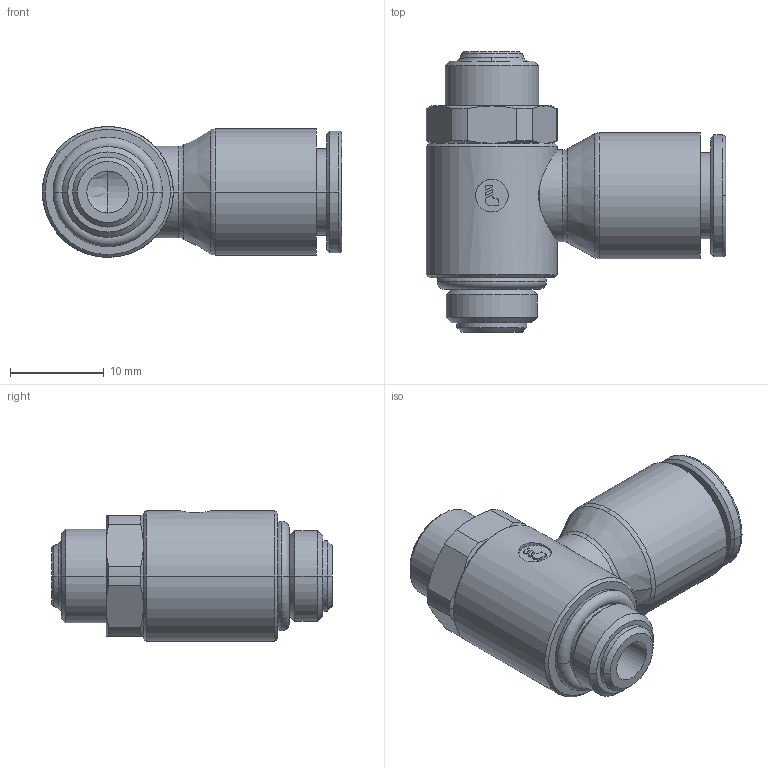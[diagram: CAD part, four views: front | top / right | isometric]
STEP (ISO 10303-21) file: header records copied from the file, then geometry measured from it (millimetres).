
FILE_DESCRIPTION(('STEP AP214'),'1');
FILE_NAME('7010_08_10.stp','2016-07-07T14:53:41',('TraceParts'),('TraceParts S.A.'),'Spatial InterOp 3D',' ',' ');
FILE_SCHEMA(('automotive_design'));
Length unit declared in the file: millimetre
Products named in the file (1): 1
Bounding box: 32 x 30.01 x 14 mm (x, y, z)
Volume: 4373 mm3; surface area: 3227.1 mm2
Topology: 1 solids, 2 shells, 130 faces, 318 edges, 194 vertices
Faces by surface type: cylinder 40, cone 36, plane 34, torus 14, sphere 6
Entity records: 4089 total; most frequent: CARTESIAN_POINT 1011, DIRECTION 696, ORIENTED_EDGE 620, EDGE_CURVE 310, AXIS2_PLACEMENT_3D 293, VERTEX_POINT 194, CIRCLE 162, EDGE_LOOP 144
